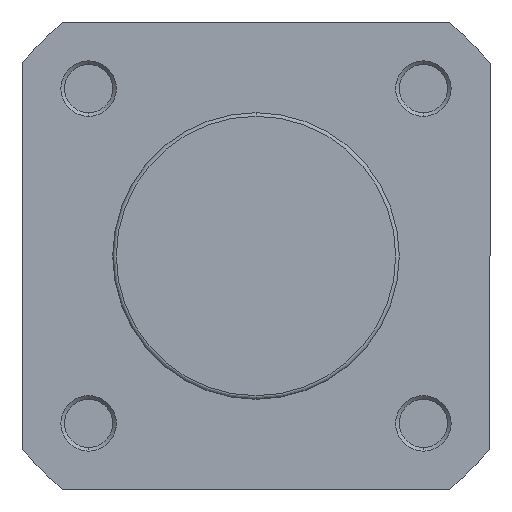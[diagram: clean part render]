
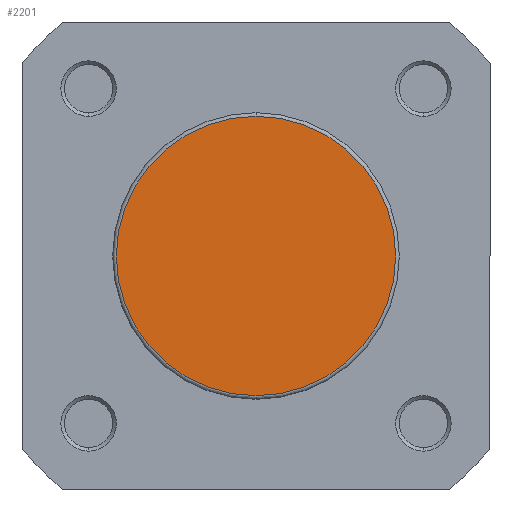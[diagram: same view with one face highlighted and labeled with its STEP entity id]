
A CAD part, left-side view. The second image highlights one B-rep face of the part: STEP entity #2201.
In plain terms, the highlighted planar face has unit normal (-1, 0, 0).
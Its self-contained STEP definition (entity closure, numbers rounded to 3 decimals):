
#129 = AXIS2_PLACEMENT_3D ( 'NONE', #4815, #4816, #4817 ) ;
#185 = AXIS2_PLACEMENT_3D ( 'NONE', #5228, #5230, #5231 ) ;
#938 = CARTESIAN_POINT ( 'NONE',  ( 0., 0., 19.4 ) ) ;
#940 = CARTESIAN_POINT ( 'NONE',  ( 0., 0., -19.4 ) ) ;
#2150 = EDGE_LOOP ( 'NONE', ( #4212, #4240 ) ) ;
#2201 = ADVANCED_FACE ( 'NONE', ( #6285 ), #5795, .F. ) ;
#2743 = CIRCLE ( 'NONE', #129, 19.4 ) ;
#3045 = CIRCLE ( 'NONE', #185, 19.4 ) ;
#3528 = AXIS2_PLACEMENT_3D ( 'NONE', #5796, #5794, #5793 ) ;
#3555 = EDGE_CURVE ( 'NONE', #6088, #6090, #2743, .T. ) ;
#3736 = EDGE_CURVE ( 'NONE', #6090, #6088, #3045, .T. ) ;
#4212 = ORIENTED_EDGE ( 'NONE', *, *, #3736, .T. ) ;
#4240 = ORIENTED_EDGE ( 'NONE', *, *, #3555, .T. ) ;
#4815 = CARTESIAN_POINT ( 'NONE',  ( 0., 0., 0. ) ) ;
#4816 = DIRECTION ( 'NONE',  ( -1., 0., 0. ) ) ;
#4817 = DIRECTION ( 'NONE',  ( 0., 0., -1. ) ) ;
#5228 = CARTESIAN_POINT ( 'NONE',  ( 0., 0., 0. ) ) ;
#5230 = DIRECTION ( 'NONE',  ( -1., 0., 0. ) ) ;
#5231 = DIRECTION ( 'NONE',  ( 0., 0., -1. ) ) ;
#5793 = DIRECTION ( 'NONE',  ( 0., 0., -1. ) ) ;
#5794 = DIRECTION ( 'NONE',  ( 1., 0., 0. ) ) ;
#5795 = PLANE ( 'NONE',  #3528 ) ;
#5796 = CARTESIAN_POINT ( 'NONE',  ( 0., 19.9, 0. ) ) ;
#6088 = VERTEX_POINT ( 'NONE', #938 ) ;
#6090 = VERTEX_POINT ( 'NONE', #940 ) ;
#6285 = FACE_OUTER_BOUND ( 'NONE', #2150, .T. ) ;
